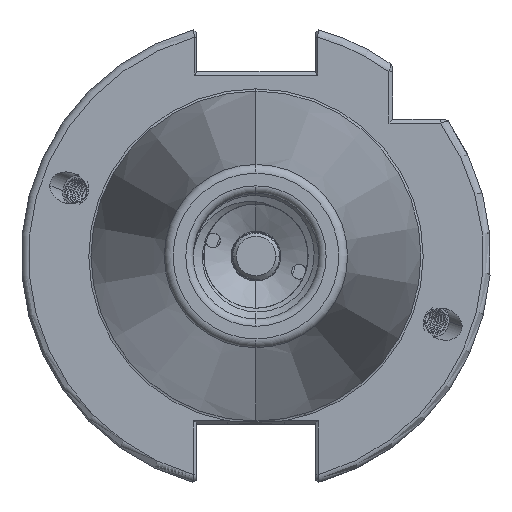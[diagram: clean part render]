
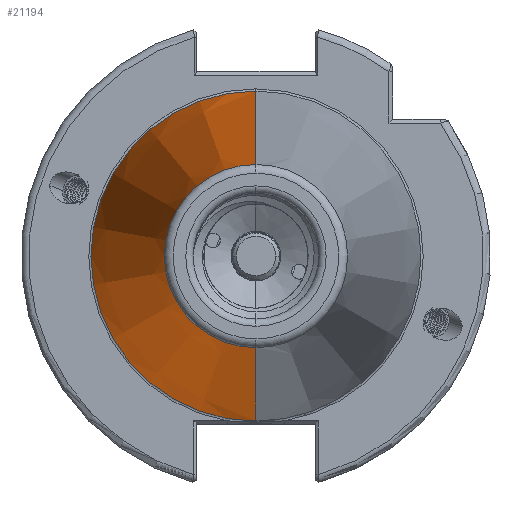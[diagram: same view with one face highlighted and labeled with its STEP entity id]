
A CAD part, left-side view. The second image highlights one B-rep face of the part: STEP entity #21194.
In plain terms, the highlighted conical face has half-angle 8.297 degrees and reference radius 22.692 mm.
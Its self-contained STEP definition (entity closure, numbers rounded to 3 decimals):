
#112 = CARTESIAN_POINT ( 'NONE',  ( -2.5, 0., -22.327 ) ) ;
#127 = CARTESIAN_POINT ( 'NONE',  ( -2.5, 0., 22.327 ) ) ;
#1935 = VERTEX_POINT ( 'NONE', #11545 ) ;
#1982 = VERTEX_POINT ( 'NONE', #11575 ) ;
#1994 = ORIENTED_EDGE ( 'NONE', *, *, #35080, .F. ) ;
#2006 = ORIENTED_EDGE ( 'NONE', *, *, #35063, .T. ) ;
#2008 = ORIENTED_EDGE ( 'NONE', *, *, #35078, .F. ) ;
#2087 = ORIENTED_EDGE ( 'NONE', *, *, #34962, .T. ) ;
#10185 = CARTESIAN_POINT ( 'NONE',  ( 0., 0., 22.692 ) ) ;
#10258 = DIRECTION ( 'NONE',  ( 0.99, 0., 0.144 ) ) ;
#10329 = DIRECTION ( 'NONE',  ( 0.99, 0., -0.144 ) ) ;
#10342 = DIRECTION ( 'NONE',  ( 1., 0., 0. ) ) ;
#10344 = DIRECTION ( 'NONE',  ( 0., 0., -1. ) ) ;
#10352 = CARTESIAN_POINT ( 'NONE',  ( -2.5, 0., 0. ) ) ;
#10364 = CARTESIAN_POINT ( 'NONE',  ( 0., 0., -22.692 ) ) ;
#11545 = CARTESIAN_POINT ( 'NONE',  ( -70.573, 0., -12.4 ) ) ;
#11575 = CARTESIAN_POINT ( 'NONE',  ( -70.573, 0., 12.4 ) ) ;
#12047 = CARTESIAN_POINT ( 'NONE',  ( 0., 0., 0. ) ) ;
#12063 = DIRECTION ( 'NONE',  ( 0., 0., -1. ) ) ;
#12066 = DIRECTION ( 'NONE',  ( 1., 0., 0. ) ) ;
#13492 = CIRCLE ( 'NONE', #21016, 12.4 ) ;
#13572 = VECTOR ( 'NONE', #10258, 1000. ) ;
#13598 = LINE ( 'NONE', #10185, #13572 ) ;
#13621 = VECTOR ( 'NONE', #10329, 1000. ) ;
#13649 = CIRCLE ( 'NONE', #21041, 22.327 ) ;
#13662 = LINE ( 'NONE', #10364, #13621 ) ;
#16513 = FACE_OUTER_BOUND ( 'NONE', #28912, .T. ) ;
#16606 = CONICAL_SURFACE ( 'NONE', #22772, 22.692, 0.145 ) ;
#19543 = CARTESIAN_POINT ( 'NONE',  ( -70.573, 0., 0. ) ) ;
#19577 = DIRECTION ( 'NONE',  ( 0., 0., 1. ) ) ;
#19591 = DIRECTION ( 'NONE',  ( 1., 0., 0. ) ) ;
#21016 = AXIS2_PLACEMENT_3D ( 'NONE', #19543, #19591, #19577 ) ;
#21041 = AXIS2_PLACEMENT_3D ( 'NONE', #10352, #10342, #10344 ) ;
#21194 = ADVANCED_FACE ( 'NONE', ( #16513 ), #16606, .T. ) ;
#22772 = AXIS2_PLACEMENT_3D ( 'NONE', #12047, #12066, #12063 ) ;
#28912 = EDGE_LOOP ( 'NONE', ( #2087, #2006, #2008, #1994 ) ) ;
#29940 = VERTEX_POINT ( 'NONE', #127 ) ;
#29946 = VERTEX_POINT ( 'NONE', #112 ) ;
#34962 = EDGE_CURVE ( 'NONE', #1935, #1982, #13492, .T. ) ;
#35063 = EDGE_CURVE ( 'NONE', #1982, #29940, #13598, .T. ) ;
#35078 = EDGE_CURVE ( 'NONE', #29946, #29940, #13649, .T. ) ;
#35080 = EDGE_CURVE ( 'NONE', #1935, #29946, #13662, .T. ) ;
